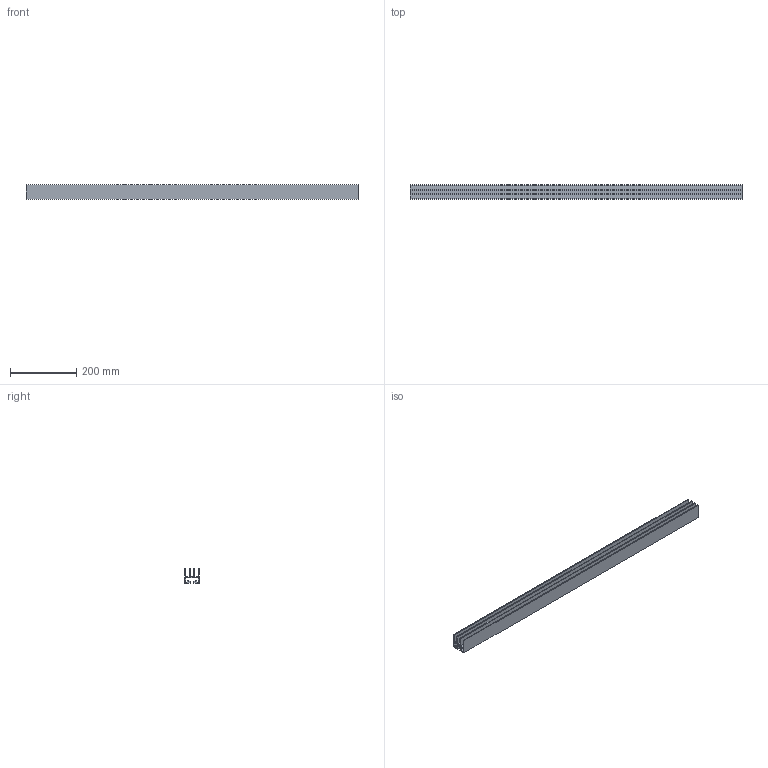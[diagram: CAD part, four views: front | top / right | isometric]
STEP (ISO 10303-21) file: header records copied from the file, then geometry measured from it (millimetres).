
FILE_DESCRIPTION(('STEP AP214'),'1');
FILE_NAME('cctmp_04B6D0F0-E0BD-4BD8-8199-12330873A83E_2020_1_20_10_33_12_463..stp','2020-01-20T09:33:12',('Bosch Rexroth AG'),('CADClick - www.CADClick.com'),'Spatial InterOp 3D',' ','unknown authorization - (Healing Option Enabled)');
FILE_SCHEMA(('AUTOMOTIVE_DESIGN'));
Length unit declared in the file: millimetre
Products named in the file (1): 2020_01_20__10-33-12-463
Bounding box: 1000 x 45 x 45 mm (x, y, z)
Volume: 710456.9 mm3; surface area: 440311.5 mm2
Topology: 1 solids, 1 shells, 38 faces, 108 edges, 72 vertices
Faces by surface type: plane 38
Entity records: 1540 total; most frequent: CARTESIAN_POINT 219, ORIENTED_EDGE 216, DIRECTION 186, EDGE_CURVE 108, LINE 108, VECTOR 108, VERTEX_POINT 72, STYLED_ITEM 39
